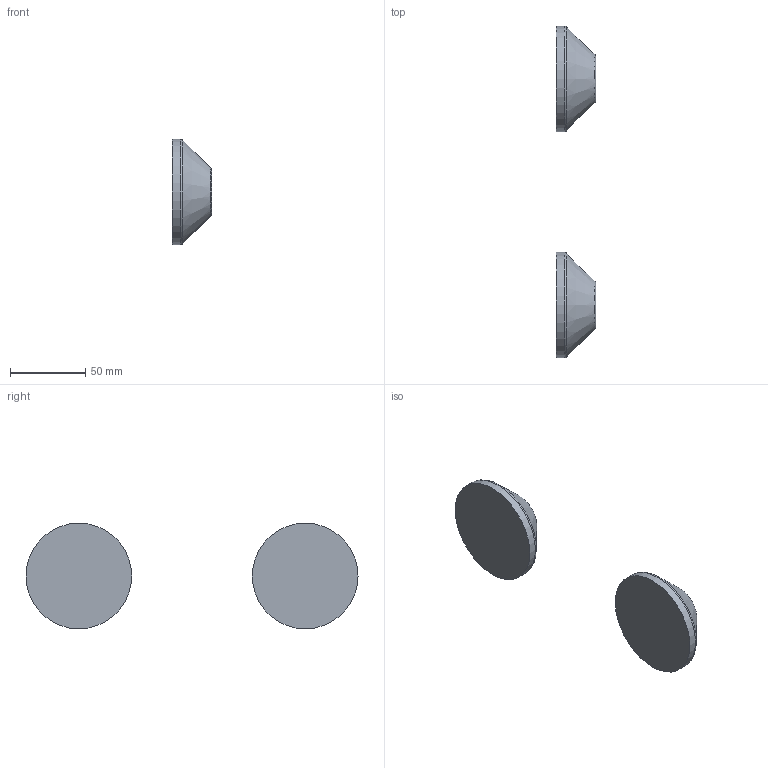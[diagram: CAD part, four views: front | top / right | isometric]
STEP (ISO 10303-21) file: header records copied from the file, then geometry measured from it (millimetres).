
FILE_DESCRIPTION(/* description */ ('Unknown'),/* implementation_level */ '2;1');
FILE_NAME(/* name */ '34143003',/* time_stamp */ '2022-08-26T11:26:06+02:00',/* author */ ('Unknown'),/* organization */ ('GROHE AG'),/* preprocessor_version */ 'ST-DEVELOPER v16.7',/* originating_system */ 'DEX',/* authorisation */ $);
FILE_SCHEMA (('AUTOMOTIVE_DESIGN {1 0 10303 214 3 1 1}'));
Length unit declared in the file: millimetre
Products named in the file (4): 34143003; id11; ALIAS BREP MODEL; REVOLVE#103
Assembly tree (3 placements, depth 2):
  34143003
    id11
    ALIAS BREP MODEL
    REVOLVE#103
Bounding box: 26 x 220 x 70 mm (x, y, z)
Volume: 130236.1 mm3; surface area: 20658.3 mm2
Topology: 2 solids, 2 shells, 12 faces, 22 edges, 14 vertices
Faces by surface type: plane 4, torus 4, cone 2, cylinder 2
Full cylindrical faces by diameter (mm): 70 x2
Entity records: 316 total; most frequent: DIRECTION 52, CARTESIAN_POINT 36, AXIS2_PLACEMENT_3D 26, ORIENTED_EDGE 20, EDGE_LOOP 20, FACE_BOUND 20, ADVANCED_FACE 12, EDGE_CURVE 10
